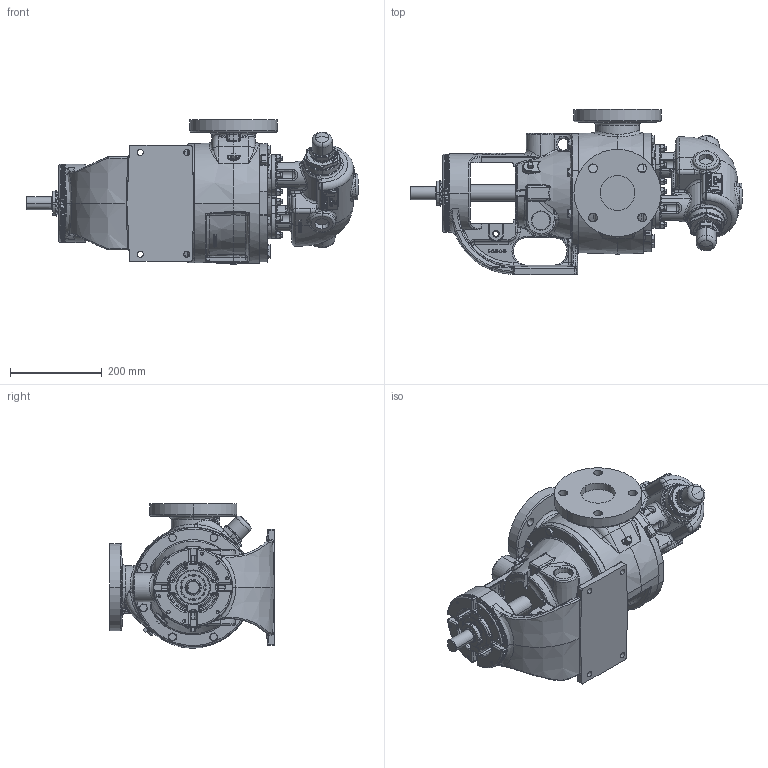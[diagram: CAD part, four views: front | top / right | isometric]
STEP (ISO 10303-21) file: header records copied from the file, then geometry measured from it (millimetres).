
FILE_DESCRIPTION (( 'STEP AP214' ), '1' );
FILE_NAME ('LV-4090.STEP', '2021-05-18T19:34:56', ( '' ), ( '' ), 'SwSTEP 2.0', 'SolidWorks 2020', '' );
FILE_SCHEMA (( 'AUTOMOTIVE_DESIGN' ));
Length unit declared in the file: inch
Products named in the file (1): LV-4090
Bounding box: 725.6 x 360.43 x 315.83 mm (x, y, z)
Volume: 20528296.1 mm3; surface area: 1001260.6 mm2
Topology: 1 solids, 1 shells, 4293 faces, 10858 edges, 6621 vertices
Faces by surface type: plane 1278, bspline 1262, cone 816, cylinder 565, torus 234, sphere 138
Entity records: 276987 total; most frequent: CARTESIAN_POINT 146607, ORIENTED_EDGE 21452, DIRECTION 15790, EDGE_CURVE 10726, VERTEX_POINT 6614, AXIS2_PLACEMENT_3D 6318, EDGE_LOOP 4516, FACE_OUTER_BOUND 4293
